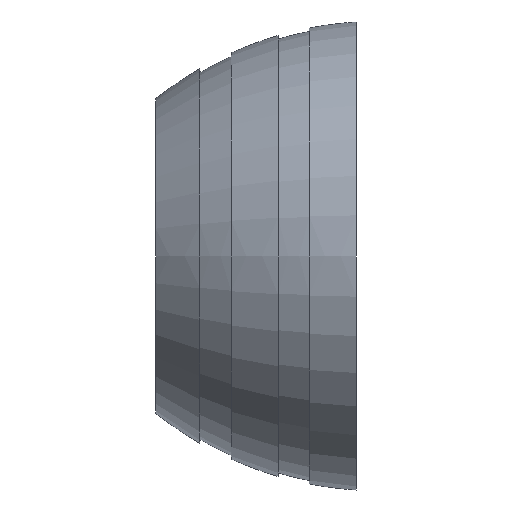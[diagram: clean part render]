
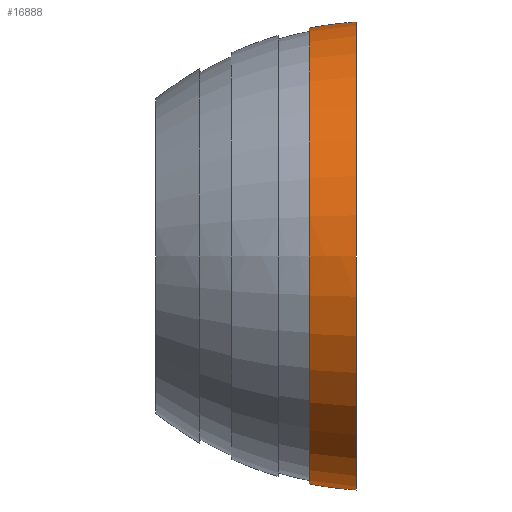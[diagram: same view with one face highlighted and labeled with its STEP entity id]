
A CAD part, front view. The second image highlights one B-rep face of the part: STEP entity #16888.
In plain terms, the highlighted free-form (B-spline) face has degree [3, 3] with [7, 4] control points.
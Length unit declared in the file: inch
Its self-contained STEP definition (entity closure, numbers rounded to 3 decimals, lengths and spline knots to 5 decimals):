
#10211=CARTESIAN_POINT('',(717.,0.,0.));
#10212=DIRECTION('',(-1.,0.,0.));
#10213=DIRECTION('',(0.,0.,-1.));
#10214=AXIS2_PLACEMENT_3D('',#10211,#10212,#10213);
#10227=CARTESIAN_POINT('',(753.,0.,0.));
#10228=DIRECTION('',(-1.,0.,0.));
#10229=DIRECTION('',(0.,0.,-1.));
#10230=AXIS2_PLACEMENT_3D('',#10227,#10228,#10229);
#10235=CARTESIAN_POINT('',(769.81598,0.,95.55662));
#10236=DIRECTION('',(0.,1.,0.));
#10237=DIRECTION('',(-0.061,0.,-0.998));
#10238=AXIS2_PLACEMENT_3D('',#10235,#10236,#10237);
#10251=CARTESIAN_POINT('',(769.81598,0.,
-95.55662));
#10252=DIRECTION('',(0.,-1.,0.));
#10253=DIRECTION('',(-0.061,0.,0.998));
#10254=AXIS2_PLACEMENT_3D('',#10251,#10252,#10253);
#15537=CARTESIAN_POINT('',(753.,0.,-179.06902));
#15538=CARTESIAN_POINT('',(717.,0.,-174.46651));
#15539=VERTEX_POINT('',#15537);
#15540=VERTEX_POINT('',#15538);
#15581=CARTESIAN_POINT('',(753.,0.,179.06902));
#15582=CARTESIAN_POINT('',(717.,0.,174.46651));
#15583=VERTEX_POINT('',#15581);
#15584=VERTEX_POINT('',#15582);
#16850=CARTESIAN_POINT('',(753.72509,11.24656,
-178.75902));
#16851=CARTESIAN_POINT('',(741.14604,11.20029,
-178.02356));
#16852=CARTESIAN_POINT('',(728.64716,11.09996,
-176.42876));
#16853=CARTESIAN_POINT('',(716.28731,10.94603,
-173.98214));
#16854=CARTESIAN_POINT('',(753.72509,-98.76149,
-185.68014));
#16855=CARTESIAN_POINT('',(741.14604,-98.35516,
-184.9162));
#16856=CARTESIAN_POINT('',(728.64716,-97.47406,
-183.25966));
#16857=CARTESIAN_POINT('',(716.28731,-96.12234,
-180.71831));
#16858=CARTESIAN_POINT('',(753.72509,-179.11246,
-110.22556));
#16859=CARTESIAN_POINT('',(741.14604,-178.37554,
-109.77206));
#16860=CARTESIAN_POINT('',(728.64716,-176.77759,
-108.78868));
#16861=CARTESIAN_POINT('',(716.28731,-174.32613,
-107.28006));
#16862=CARTESIAN_POINT('',(753.72509,-179.11246,
0.));
#16863=CARTESIAN_POINT('',(741.14604,-178.37554,
0.));
#16864=CARTESIAN_POINT('',(728.64716,-176.77759,
0.));
#16865=CARTESIAN_POINT('',(716.28731,-174.32613,
0.));
#16866=CARTESIAN_POINT('',(753.72509,-179.11246,
110.22556));
#16867=CARTESIAN_POINT('',(741.14604,-178.37554,
109.77206));
#16868=CARTESIAN_POINT('',(728.64716,-176.77759,
108.78868));
#16869=CARTESIAN_POINT('',(716.28731,-174.32613,
107.28006));
#16870=CARTESIAN_POINT('',(753.72509,-98.76149,
185.68014));
#16871=CARTESIAN_POINT('',(741.14604,-98.35516,
184.9162));
#16872=CARTESIAN_POINT('',(728.64716,-97.47406,
183.25966));
#16873=CARTESIAN_POINT('',(716.28731,-96.12234,
180.71831));
#16874=CARTESIAN_POINT('',(753.72509,11.24656,178.75902));
#16875=CARTESIAN_POINT('',(741.14604,11.20029,178.02356));
#16876=CARTESIAN_POINT('',(728.64716,11.09996,176.42876));
#16877=CARTESIAN_POINT('',(716.28731,10.94603,173.98214));
#16878=(BOUNDED_SURFACE()B_SPLINE_SURFACE(3,3,((#16850,#16851,#16852,#16853),(
#16854,#16855,#16856,#16857),(#16858,#16859,#16860,#16861),(#16862,#16863,
#16864,#16865),(#16866,#16867,#16868,#16869),(#16870,#16871,#16872,#16873),(
#16874,#16875,#16876,#16877)),.UNSPECIFIED.,.F.,.F.,.F.)B_SPLINE_SURFACE_WITH_KNOTS((4,3,4),(4,4),(0.,1.,2.),(0.,1.),.UNSPECIFIED.)GEOMETRIC_REPRESENTATION_ITEM()RATIONAL_B_SPLINE_SURFACE(((1.189,1.187,
1.187,1.189),(0.939,0.937,
0.937,0.939),(0.939,0.937,
0.937,0.939),(1.189,1.187,
1.187,1.189),(0.939,0.937,
0.937,0.939),(0.939,0.937,
0.937,0.939),(1.189,1.187,
1.187,1.189)))REPRESENTATION_ITEM('')SURFACE());
#16880=ORIENTED_EDGE('',*,*,#16879,.T.);
#16881=ORIENTED_EDGE('',*,*,#16832,.T.);
#16883=ORIENTED_EDGE('',*,*,#16882,.F.);
#16885=ORIENTED_EDGE('',*,*,#16884,.F.);
#16886=EDGE_LOOP('',(#16880,#16881,#16883,#16885));
#16887=FACE_OUTER_BOUND('',#16886,.F.);
#10215=CIRCLE('',#10214,174.46651);
#10231=CIRCLE('',#10230,179.06902);
#10239=CIRCLE('',#10238,275.14);
#10255=CIRCLE('',#10254,275.14);
#16832=EDGE_CURVE('',#15540,#15584,#10215,.T.);
#16879=EDGE_CURVE('',#15539,#15540,#10239,.T.);
#16882=EDGE_CURVE('',#15583,#15584,#10255,.T.);
#16884=EDGE_CURVE('',#15539,#15583,#10231,.T.);
#16888=ADVANCED_FACE('',(#16887),#16878,.T.);
